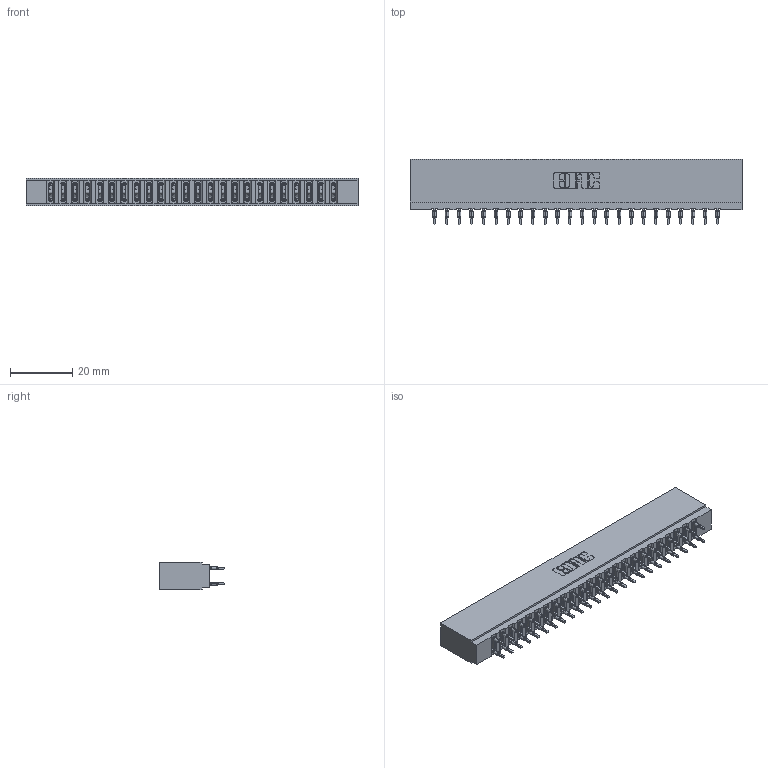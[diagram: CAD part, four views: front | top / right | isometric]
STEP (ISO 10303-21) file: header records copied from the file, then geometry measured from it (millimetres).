
FILE_DESCRIPTION (( 'STEP AP203' ), '1' );
FILE_NAME ('737-048-560-201.STEP', '2020-09-11T04:27:32', ( '' ), ( '' ), 'SwSTEP 2.0', 'SolidWorks 2020', '' );
FILE_SCHEMA (( 'CONFIG_CONTROL_DESIGN' ));
Length unit declared in the file: inch
Products named in the file (3): 745-292-001_560; 737 Part_Insulator Option - 01; 737-048-560-201
Assembly tree (49 placements, depth 2):
  737-048-560-201
    737 Part_Insulator Option - 01
    745-292-001_560  x48
Bounding box: 106.93 x 21.22 x 8.89 mm (x, y, z)
Volume: 10861.1 mm3; surface area: 16237.8 mm2
Topology: 49 solids, 49 shells, 4846 faces, 13263 edges, 8426 vertices
Faces by surface type: plane 2526, cylinder 1072, bspline 960, torus 288
Entity records: 43950 total; most frequent: CARTESIAN_POINT 8139, ORIENTED_EDGE 7538, DIRECTION 6599, EDGE_CURVE 3769, VECTOR 3435, LINE 3435, VERTEX_POINT 2410, AXIS2_PLACEMENT_3D 1582
